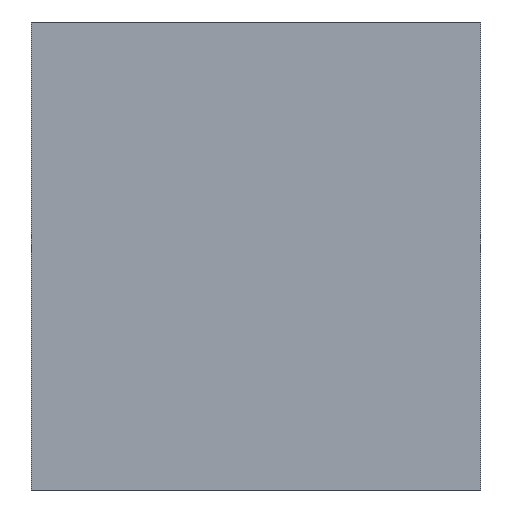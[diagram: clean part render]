
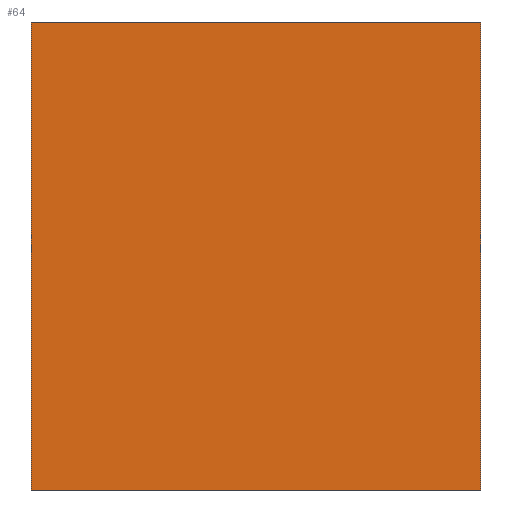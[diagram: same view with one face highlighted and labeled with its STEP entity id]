
A CAD part, front view. The second image highlights one B-rep face of the part: STEP entity #64.
In plain terms, the highlighted planar face has unit normal (0, -1, 0).
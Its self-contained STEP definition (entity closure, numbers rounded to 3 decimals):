
#2 = CARTESIAN_POINT ( 'NONE',  ( 493.9, 246.6, 50. ) ) ;
#16 = VERTEX_POINT ( 'NONE', #336 ) ;
#39 = VERTEX_POINT ( 'NONE', #50 ) ;
#46 = AXIS2_PLACEMENT_3D ( 'NONE', #220, #84, #315 ) ;
#48 = CARTESIAN_POINT ( 'NONE',  ( 445.9, 246.6, 50. ) ) ;
#50 = CARTESIAN_POINT ( 'NONE',  ( 445.9, 246.6, 0. ) ) ;
#60 = LINE ( 'NONE', #292, #107 ) ;
#64 = ADVANCED_FACE ( 'NONE', ( #341 ), #254, .T. ) ;
#76 = VERTEX_POINT ( 'NONE', #48 ) ;
#84 = DIRECTION ( 'NONE',  ( 0., -1., 0. ) ) ;
#99 = DIRECTION ( 'NONE',  ( 0., 0., 1. ) ) ;
#100 = VERTEX_POINT ( 'NONE', #244 ) ;
#103 = ORIENTED_EDGE ( 'NONE', *, *, #179, .F. ) ;
#107 = VECTOR ( 'NONE', #151, 1000. ) ;
#108 = ORIENTED_EDGE ( 'NONE', *, *, #236, .T. ) ;
#121 = CARTESIAN_POINT ( 'NONE',  ( 445.9, 246.6, 0. ) ) ;
#141 = CARTESIAN_POINT ( 'NONE',  ( 493.9, 246.6, 0. ) ) ;
#151 = DIRECTION ( 'NONE',  ( -1., 0., 0. ) ) ;
#168 = VECTOR ( 'NONE', #345, 1000. ) ;
#174 = EDGE_CURVE ( 'NONE', #39, #76, #353, .T. ) ;
#179 = EDGE_CURVE ( 'NONE', #100, #39, #60, .T. ) ;
#205 = DIRECTION ( 'NONE',  ( -1., 0., 0. ) ) ;
#220 = CARTESIAN_POINT ( 'NONE',  ( 493.9, 246.6, 0. ) ) ;
#236 = EDGE_CURVE ( 'NONE', #16, #76, #283, .T. ) ;
#242 = ORIENTED_EDGE ( 'NONE', *, *, #174, .F. ) ;
#244 = CARTESIAN_POINT ( 'NONE',  ( 493.9, 246.6, 0. ) ) ;
#254 = PLANE ( 'NONE',  #46 ) ;
#270 = VECTOR ( 'NONE', #99, 1000. ) ;
#280 = EDGE_LOOP ( 'NONE', ( #304, #108, #242, #103 ) ) ;
#283 = LINE ( 'NONE', #2, #333 ) ;
#292 = CARTESIAN_POINT ( 'NONE',  ( 493.9, 246.6, 0. ) ) ;
#304 = ORIENTED_EDGE ( 'NONE', *, *, #340, .T. ) ;
#315 = DIRECTION ( 'NONE',  ( 0., 0., -1. ) ) ;
#316 = LINE ( 'NONE', #141, #168 ) ;
#333 = VECTOR ( 'NONE', #205, 1000. ) ;
#336 = CARTESIAN_POINT ( 'NONE',  ( 493.9, 246.6, 50. ) ) ;
#340 = EDGE_CURVE ( 'NONE', #100, #16, #316, .T. ) ;
#341 = FACE_OUTER_BOUND ( 'NONE', #280, .T. ) ;
#345 = DIRECTION ( 'NONE',  ( 0., 0., 1. ) ) ;
#353 = LINE ( 'NONE', #121, #270 ) ;
